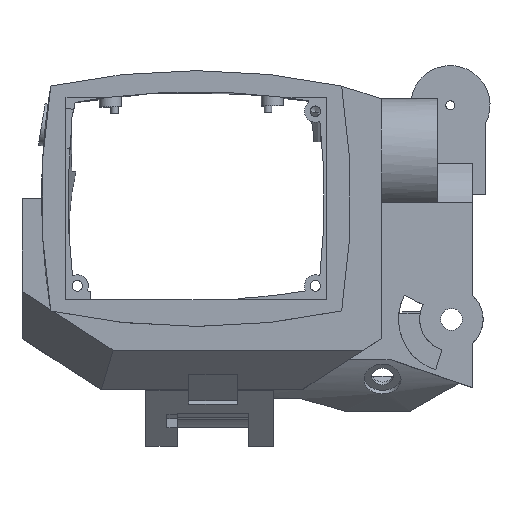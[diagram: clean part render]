
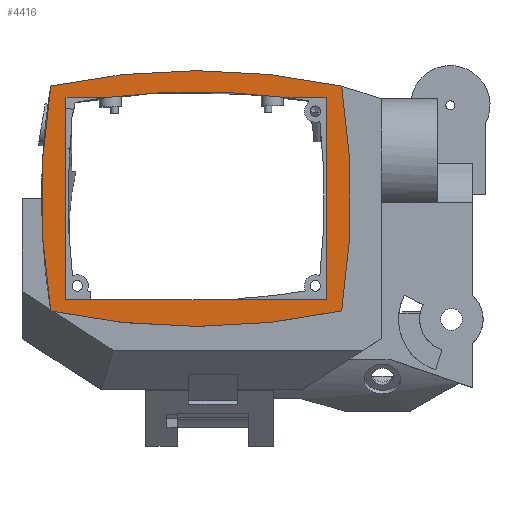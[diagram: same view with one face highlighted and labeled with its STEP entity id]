
A CAD part, top view. The second image highlights one B-rep face of the part: STEP entity #4416.
In plain terms, the highlighted planar face has unit normal (0, 0, 1).
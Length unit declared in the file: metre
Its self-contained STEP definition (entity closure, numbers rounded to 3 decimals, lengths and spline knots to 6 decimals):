
#236=LINE('',#6559,#657);
#237=LINE('',#6561,#658);
#238=LINE('',#6563,#659);
#239=LINE('',#6567,#660);
#240=LINE('',#6569,#661);
#241=LINE('',#6571,#662);
#657=VECTOR('',#5225,1.);
#658=VECTOR('',#5226,1.);
#659=VECTOR('',#5227,1.);
#660=VECTOR('',#5230,1.);
#661=VECTOR('',#5231,1.);
#662=VECTOR('',#5232,1.);
#1138=ORIENTED_EDGE('',*,*,#2413,.T.);
#1139=ORIENTED_EDGE('',*,*,#2414,.T.);
#1140=ORIENTED_EDGE('',*,*,#2415,.T.);
#1141=ORIENTED_EDGE('',*,*,#2416,.T.);
#1142=ORIENTED_EDGE('',*,*,#2417,.T.);
#1143=ORIENTED_EDGE('',*,*,#2418,.T.);
#1144=ORIENTED_EDGE('',*,*,#2419,.F.);
#1145=ORIENTED_EDGE('',*,*,#2420,.F.);
#1146=ORIENTED_EDGE('',*,*,#2421,.F.);
#1147=ORIENTED_EDGE('',*,*,#2422,.F.);
#1148=ORIENTED_EDGE('',*,*,#2423,.F.);
#1149=ORIENTED_EDGE('',*,*,#2330,.T.);
#2330=EDGE_CURVE('',#2975,#2978,#3424,.F.);
#2413=EDGE_CURVE('',#3044,#3045,#3447,.T.);
#2414=EDGE_CURVE('',#3045,#3046,#3448,.T.);
#2415=EDGE_CURVE('',#3046,#3047,#3449,.T.);
#2416=EDGE_CURVE('',#3047,#3044,#3450,.T.);
#2417=EDGE_CURVE('',#2978,#3048,#236,.T.);
#2418=EDGE_CURVE('',#3048,#3049,#237,.T.);
#2419=EDGE_CURVE('',#3050,#3049,#238,.T.);
#2420=EDGE_CURVE('',#3051,#3050,#3451,.T.);
#2421=EDGE_CURVE('',#3052,#3051,#239,.T.);
#2422=EDGE_CURVE('',#3053,#3052,#240,.T.);
#2423=EDGE_CURVE('',#2975,#3053,#241,.T.);
#2975=VERTEX_POINT('',#6325);
#2978=VERTEX_POINT('',#6330);
#3044=VERTEX_POINT('',#6552);
#3045=VERTEX_POINT('',#6553);
#3046=VERTEX_POINT('',#6555);
#3047=VERTEX_POINT('',#6557);
#3048=VERTEX_POINT('',#6560);
#3049=VERTEX_POINT('',#6562);
#3050=VERTEX_POINT('',#6564);
#3051=VERTEX_POINT('',#6566);
#3052=VERTEX_POINT('',#6568);
#3053=VERTEX_POINT('',#6570);
#3424=CIRCLE('',#4671,0.253);
#3447=CIRCLE('',#4709,0.261905);
#3448=CIRCLE('',#4710,0.261905);
#3449=CIRCLE('',#4711,0.261905);
#3450=CIRCLE('',#4712,0.261905);
#3451=CIRCLE('',#4713,0.259);
#3593=EDGE_LOOP('',(#1138,#1139,#1140,#1141));
#3594=EDGE_LOOP('',(#1142,#1143,#1144,#1145,#1146,#1147,#1148,#1149));
#3921=FACE_BOUND('',#3593,.T.);
#3922=FACE_BOUND('',#3594,.T.);
#4244=PLANE('',#4708);
#4416=ADVANCED_FACE('',(#3921,#3922),#4244,.T.);
#4671=AXIS2_PLACEMENT_3D('',#6331,#5092,#5093);
#4708=AXIS2_PLACEMENT_3D('',#6550,#5215,#5216);
#4709=AXIS2_PLACEMENT_3D('',#6551,#5217,#5218);
#4710=AXIS2_PLACEMENT_3D('',#6554,#5219,#5220);
#4711=AXIS2_PLACEMENT_3D('',#6556,#5221,#5222);
#4712=AXIS2_PLACEMENT_3D('',#6558,#5223,#5224);
#4713=AXIS2_PLACEMENT_3D('',#6565,#5228,#5229);
#5092=DIRECTION('',(0.,0.,1.));
#5093=DIRECTION('',(0.,-1.,0.));
#5215=DIRECTION('',(0.,0.,1.));
#5216=DIRECTION('',(0.,-1.,0.));
#5217=DIRECTION('',(0.,0.,1.));
#5218=DIRECTION('',(0.,-1.,0.));
#5219=DIRECTION('',(0.,0.,1.));
#5220=DIRECTION('',(0.,-1.,0.));
#5221=DIRECTION('',(0.,0.,1.));
#5222=DIRECTION('',(0.,-1.,0.));
#5223=DIRECTION('',(0.,0.,1.));
#5224=DIRECTION('',(0.,-1.,0.));
#5225=DIRECTION('',(-1.,0.,0.));
#5226=DIRECTION('',(0.,1.,0.));
#5227=DIRECTION('',(-1.,0.,0.));
#5228=DIRECTION('',(0.,0.,1.));
#5229=DIRECTION('',(0.,-1.,0.));
#5230=DIRECTION('',(-1.,0.,0.));
#5231=DIRECTION('',(0.,1.,0.));
#5232=DIRECTION('',(1.,0.,0.));
#6325=CARTESIAN_POINT('',(0.072757,-0.005771,0.077741));
#6330=CARTESIAN_POINT('',(0.063243,-0.005771,0.077741));
#6331=CARTESIAN_POINT('',(0.068,0.247185,0.077741));
#6550=CARTESIAN_POINT('',(0.067896,-0.025,0.077741));
#6551=CARTESIAN_POINT('',(0.068,0.246065,0.077741));
#6552=CARTESIAN_POINT('',(0.013,-0.01,0.077741));
#6553=CARTESIAN_POINT('',(0.123,-0.01,0.077741));
#6554=CARTESIAN_POINT('',(-0.135433,0.0325,0.077741));
#6555=CARTESIAN_POINT('',(0.123,0.075,0.077741));
#6556=CARTESIAN_POINT('',(0.068,-0.181065,0.077741));
#6557=CARTESIAN_POINT('',(0.013,0.075,0.077741));
#6558=CARTESIAN_POINT('',(0.271433,0.0325,0.077741));
#6559=CARTESIAN_POINT('',(0.067896,-0.005771,0.077741));
#6560=CARTESIAN_POINT('',(0.018781,-0.005771,0.077741));
#6561=CARTESIAN_POINT('',(0.018781,-0.025,0.077741));
#6562=CARTESIAN_POINT('',(0.018781,0.070769,0.077741));
#6563=CARTESIAN_POINT('',(0.067896,0.070769,0.077741));
#6564=CARTESIAN_POINT('',(0.034858,0.070769,0.077741));
#6565=CARTESIAN_POINT('',(0.067998,-0.186102,0.077741));
#6566=CARTESIAN_POINT('',(0.101138,0.070769,0.077741));
#6567=CARTESIAN_POINT('',(0.067896,0.070769,0.077741));
#6568=CARTESIAN_POINT('',(0.117361,0.070769,0.077741));
#6569=CARTESIAN_POINT('',(0.117361,-0.025,0.077741));
#6570=CARTESIAN_POINT('',(0.117361,-0.005771,0.077741));
#6571=CARTESIAN_POINT('',(0.067896,-0.005771,0.077741));
